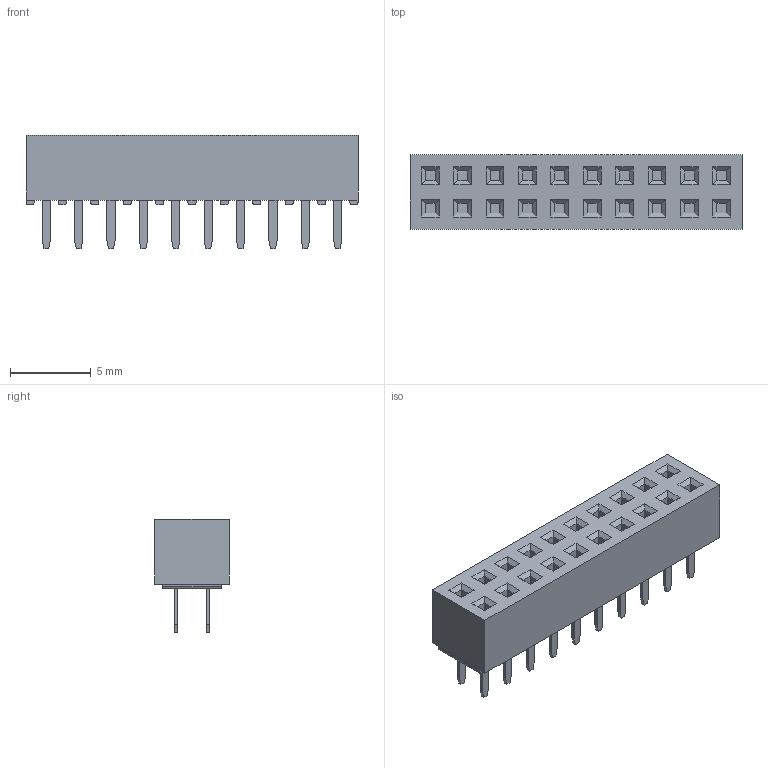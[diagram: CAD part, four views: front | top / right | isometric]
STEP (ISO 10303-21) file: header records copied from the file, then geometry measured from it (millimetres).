
FILE_DESCRIPTION((''),'2;1');
FILE_NAME('3M_950420-6102-AR.stp','2011-07-06T16:25:26',(''),(''),'Mechanical Desktop 2011','Mechanical Desktop 2011',', , ');
FILE_SCHEMA(('AUTOMOTIVE_DESIGN { 1 2 10303 214 1 1 1 1 }'));
Length unit declared in the file: millimetre
Products named in the file (1): Product
Bounding box: 20.5 x 4.6 x 7 mm (x, y, z)
Volume: 361.4 mm3; surface area: 699.1 mm2
Topology: 32 solids, 32 shells, 434 faces, 970 edges, 620 vertices
Faces by surface type: plane 406, cylinder 22, bspline 6
Entity records: 11739 total; most frequent: CARTESIAN_POINT 2043, ORIENTED_EDGE 1940, DIRECTION 1872, EDGE_CURVE 970, VECTOR 926, LINE 926, VERTEX_POINT 620, AXIS2_PLACEMENT_3D 473
